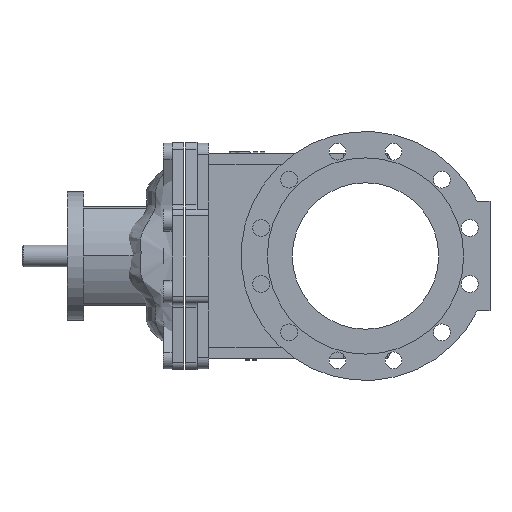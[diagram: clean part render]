
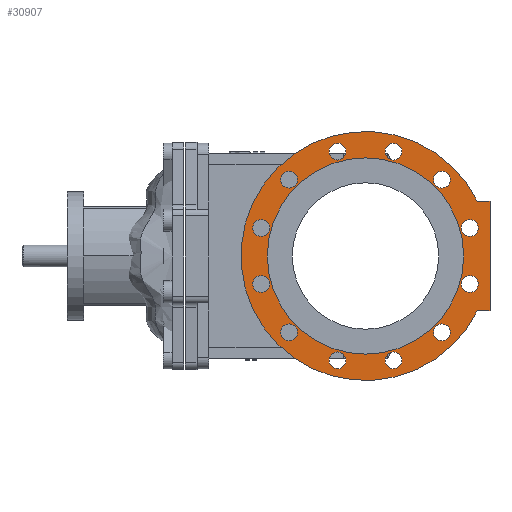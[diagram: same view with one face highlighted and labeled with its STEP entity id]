
A CAD part, left-side view. The second image highlights one B-rep face of the part: STEP entity #30907.
In plain terms, the highlighted planar face has unit normal (-1, 0, 0).
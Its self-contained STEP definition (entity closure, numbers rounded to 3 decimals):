
#30907=ADVANCED_FACE('',(#59236,#59238,#59240,#59242,#59244,#59246,#59248,#59250,
#59252,#59254,#59256,#59258,#59260,#59262),#59264,.F.);
#59236=FACE_BOUND('',#59237,.T.);
#59237=EDGE_LOOP('',(#79236,#79237,#79238,#79239));
#59238=FACE_BOUND('',#59239,.T.);
#59239=EDGE_LOOP('',(#79240));
#59240=FACE_BOUND('',#59241,.T.);
#59241=EDGE_LOOP('',(#79241));
#59242=FACE_BOUND('',#59243,.T.);
#59243=EDGE_LOOP('',(#79242));
#59244=FACE_BOUND('',#59245,.T.);
#59245=EDGE_LOOP('',(#79243));
#59246=FACE_BOUND('',#59247,.T.);
#59247=EDGE_LOOP('',(#79244));
#59248=FACE_BOUND('',#59249,.T.);
#59249=EDGE_LOOP('',(#79245));
#59250=FACE_BOUND('',#59251,.T.);
#59251=EDGE_LOOP('',(#79246));
#59252=FACE_BOUND('',#59253,.T.);
#59253=EDGE_LOOP('',(#79247));
#59254=FACE_BOUND('',#59255,.T.);
#59255=EDGE_LOOP('',(#79248));
#59256=FACE_BOUND('',#59257,.T.);
#59257=EDGE_LOOP('',(#79249));
#59258=FACE_BOUND('',#59259,.T.);
#59259=EDGE_LOOP('',(#79250));
#59260=FACE_BOUND('',#59261,.T.);
#59261=EDGE_LOOP('',(#79251));
#59262=FACE_BOUND('',#59263,.T.);
#59263=EDGE_LOOP('',(#79252));
#59264=PLANE('',#59265);
#59265=AXIS2_PLACEMENT_3D('',#59266,#59267,#59268);
#59266=CARTESIAN_POINT('',(7619.109,2557.11,30.546));
#59267=DIRECTION('',(1.,0.,0.));
#59268=DIRECTION('',(0.,-0.5,-0.866));
#79236=ORIENTED_EDGE('',*,*,#89242,.T.);
#79237=ORIENTED_EDGE('',*,*,#89246,.T.);
#79238=ORIENTED_EDGE('',*,*,#89249,.T.);
#79239=ORIENTED_EDGE('',*,*,#89251,.T.);
#79240=ORIENTED_EDGE('',*,*,#82491,.T.);
#79241=ORIENTED_EDGE('',*,*,#82493,.T.);
#79242=ORIENTED_EDGE('',*,*,#82495,.T.);
#79243=ORIENTED_EDGE('',*,*,#82497,.T.);
#79244=ORIENTED_EDGE('',*,*,#82499,.T.);
#79245=ORIENTED_EDGE('',*,*,#82501,.T.);
#79246=ORIENTED_EDGE('',*,*,#82503,.T.);
#79247=ORIENTED_EDGE('',*,*,#82505,.T.);
#79248=ORIENTED_EDGE('',*,*,#82507,.T.);
#79249=ORIENTED_EDGE('',*,*,#82509,.T.);
#79250=ORIENTED_EDGE('',*,*,#82511,.T.);
#79251=ORIENTED_EDGE('',*,*,#82489,.T.);
#79252=ORIENTED_EDGE('',*,*,#89252,.F.);
#82489=EDGE_CURVE('',#94631,#94631,#94632,.T.);
#82491=EDGE_CURVE('',#94635,#94635,#94636,.T.);
#82493=EDGE_CURVE('',#94639,#94639,#94640,.T.);
#82495=EDGE_CURVE('',#94643,#94643,#94644,.T.);
#82497=EDGE_CURVE('',#94647,#94647,#94648,.T.);
#82499=EDGE_CURVE('',#94651,#94651,#94652,.T.);
#82501=EDGE_CURVE('',#94655,#94655,#94656,.T.);
#82503=EDGE_CURVE('',#94659,#94659,#94660,.T.);
#82505=EDGE_CURVE('',#94663,#94663,#94664,.T.);
#82507=EDGE_CURVE('',#94667,#94667,#94668,.T.);
#82509=EDGE_CURVE('',#94671,#94671,#94672,.T.);
#82511=EDGE_CURVE('',#94675,#94675,#94676,.T.);
#89242=EDGE_CURVE('',#105900,#105898,#105901,.T.);
#89246=EDGE_CURVE('',#105898,#105905,#105907,.T.);
#89249=EDGE_CURVE('',#105905,#105910,#105912,.T.);
#89251=EDGE_CURVE('',#105910,#105900,#105914,.T.);
#89252=EDGE_CURVE('',#105915,#105915,#105916,.T.);
#94631=VERTEX_POINT('',#118905);
#94632=CIRCLE('',#118906,11.5);
#94635=VERTEX_POINT('',#118915);
#94636=CIRCLE('',#118916,11.5);
#94639=VERTEX_POINT('',#118925);
#94640=CIRCLE('',#118926,11.5);
#94643=VERTEX_POINT('',#118935);
#94644=CIRCLE('',#118936,11.5);
#94647=VERTEX_POINT('',#118945);
#94648=CIRCLE('',#118946,11.5);
#94651=VERTEX_POINT('',#118955);
#94652=CIRCLE('',#118956,11.5);
#94655=VERTEX_POINT('',#118965);
#94656=CIRCLE('',#118966,11.5);
#94659=VERTEX_POINT('',#118975);
#94660=CIRCLE('',#118976,11.5);
#94663=VERTEX_POINT('',#118985);
#94664=CIRCLE('',#118986,11.5);
#94667=VERTEX_POINT('',#118995);
#94668=CIRCLE('',#118996,11.5);
#94671=VERTEX_POINT('',#119005);
#94672=CIRCLE('',#119006,11.5);
#94675=VERTEX_POINT('',#119015);
#94676=CIRCLE('',#119016,11.5);
#105898=VERTEX_POINT('',#143767);
#105900=VERTEX_POINT('',#143771);
#105901=LINE('',#143772,#143773);
#105905=VERTEX_POINT('',#143782);
#105907=LINE('',#143786,#143787);
#105910=VERTEX_POINT('',#143794);
#105912=CIRCLE('',#143798,170.);
#105914=LINE('',#143805,#143806);
#105915=VERTEX_POINT('',#143808);
#105916=CIRCLE('',#143809,134.);
#118905=CARTESIAN_POINT('',(7619.109,2725.777,134.974));
#118906=AXIS2_PLACEMENT_3D('',#118907,#118908,#118909);
#118907=CARTESIAN_POINT('',(7619.109,2737.277,134.974));
#118908=DIRECTION('',(1.,0.,0.));
#118909=DIRECTION('',(0.,-1.,0.));
#118915=CARTESIAN_POINT('',(7619.109,2583.303,96.798));
#118916=AXIS2_PLACEMENT_3D('',#118917,#118918,#118919);
#118917=CARTESIAN_POINT('',(7619.109,2594.803,96.798));
#118918=DIRECTION('',(1.,0.,0.));
#118919=DIRECTION('',(0.,-1.,0.));
#118925=CARTESIAN_POINT('',(7619.109,2545.127,-45.676));
#118926=AXIS2_PLACEMENT_3D('',#118927,#118928,#118929);
#118927=CARTESIAN_POINT('',(7619.109,2556.627,-45.676));
#118928=DIRECTION('',(1.,0.,0.));
#118929=DIRECTION('',(0.,-1.,0.));
#118935=CARTESIAN_POINT('',(7619.109,2649.426,-149.974));
#118936=AXIS2_PLACEMENT_3D('',#118937,#118938,#118939);
#118937=CARTESIAN_POINT('',(7619.109,2660.926,-149.974));
#118938=DIRECTION('',(1.,0.,0.));
#118939=DIRECTION('',(0.,-1.,0.));
#118945=CARTESIAN_POINT('',(7619.109,2791.9,-111.798));
#118946=AXIS2_PLACEMENT_3D('',#118947,#118948,#118949);
#118947=CARTESIAN_POINT('',(7619.109,2803.4,-111.798));
#118948=DIRECTION('',(1.,0.,0.));
#118949=DIRECTION('',(0.,-1.,0.));
#118955=CARTESIAN_POINT('',(7619.109,2830.075,30.676));
#118956=AXIS2_PLACEMENT_3D('',#118957,#118958,#118959);
#118957=CARTESIAN_POINT('',(7619.109,2841.575,30.676));
#118958=DIRECTION('',(1.,0.,0.));
#118959=DIRECTION('',(0.,-1.,0.));
#118965=CARTESIAN_POINT('',(7619.109,2830.075,-45.676));
#118966=AXIS2_PLACEMENT_3D('',#118967,#118968,#118969);
#118967=CARTESIAN_POINT('',(7619.109,2841.575,-45.676));
#118968=DIRECTION('',(1.,0.,0.));
#118969=DIRECTION('',(0.,-1.,0.));
#118975=CARTESIAN_POINT('',(7619.109,2725.777,-149.974));
#118976=AXIS2_PLACEMENT_3D('',#118977,#118978,#118979);
#118977=CARTESIAN_POINT('',(7619.109,2737.277,-149.974));
#118978=DIRECTION('',(1.,0.,0.));
#118979=DIRECTION('',(0.,-1.,0.));
#118985=CARTESIAN_POINT('',(7619.109,2583.303,-111.798));
#118986=AXIS2_PLACEMENT_3D('',#118987,#118988,#118989);
#118987=CARTESIAN_POINT('',(7619.109,2594.803,-111.798));
#118988=DIRECTION('',(1.,0.,0.));
#118989=DIRECTION('',(0.,-1.,0.));
#118995=CARTESIAN_POINT('',(7619.109,2545.127,30.676));
#118996=AXIS2_PLACEMENT_3D('',#118997,#118998,#118999);
#118997=CARTESIAN_POINT('',(7619.109,2556.627,30.676));
#118998=DIRECTION('',(1.,0.,0.));
#118999=DIRECTION('',(0.,-1.,0.));
#119005=CARTESIAN_POINT('',(7619.109,2649.426,134.974));
#119006=AXIS2_PLACEMENT_3D('',#119007,#119008,#119009);
#119007=CARTESIAN_POINT('',(7619.109,2660.926,134.974));
#119008=DIRECTION('',(1.,0.,0.));
#119009=DIRECTION('',(0.,-1.,0.));
#119015=CARTESIAN_POINT('',(7619.109,2791.9,96.798));
#119016=AXIS2_PLACEMENT_3D('',#119017,#119018,#119019);
#119017=CARTESIAN_POINT('',(7619.109,2803.4,96.798));
#119018=DIRECTION('',(1.,0.,0.));
#119019=DIRECTION('',(0.,-1.,0.));
#143767=CARTESIAN_POINT('',(7619.109,2529.101,67.5));
#143771=CARTESIAN_POINT('',(7619.109,2529.101,-82.5));
#143772=CARTESIAN_POINT('',(7619.109,2529.101,-82.5));
#143773=VECTOR('',#143774,1.);
#143774=DIRECTION('',(0.,0.,1.));
#143782=CARTESIAN_POINT('',(7619.109,2546.54,67.5));
#143786=CARTESIAN_POINT('',(7619.109,2529.101,67.5));
#143787=VECTOR('',#143788,1.);
#143788=DIRECTION('',(0.,1.,0.));
#143794=CARTESIAN_POINT('',(7619.109,2546.54,-82.5));
#143798=AXIS2_PLACEMENT_3D('',#143799,#143800,#143801);
#143799=CARTESIAN_POINT('',(7619.109,2699.101,-7.5));
#143800=DIRECTION('',(-1.,0.,0.));
#143801=DIRECTION('',(0.,-0.897,0.441));
#143805=CARTESIAN_POINT('',(7619.109,2546.54,-82.5));
#143806=VECTOR('',#143807,1.);
#143807=DIRECTION('',(0.,-1.,0.));
#143808=CARTESIAN_POINT('',(7619.109,2699.101,-141.5));
#143809=AXIS2_PLACEMENT_3D('',#143810,#143811,#143812);
#143810=CARTESIAN_POINT('',(7619.109,2699.101,-7.5));
#143811=DIRECTION('',(-1.,0.,0.));
#143812=DIRECTION('',(0.,0.,1.));
